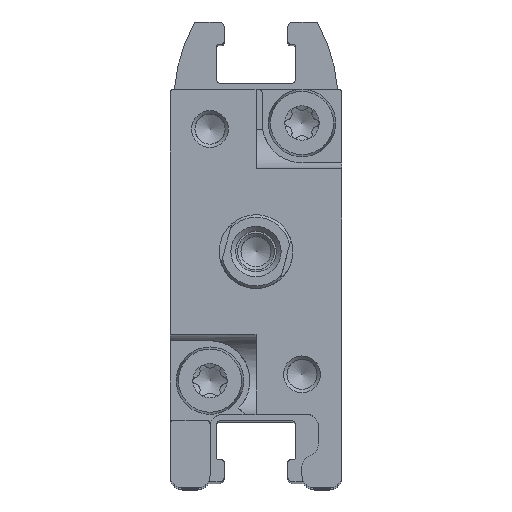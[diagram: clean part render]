
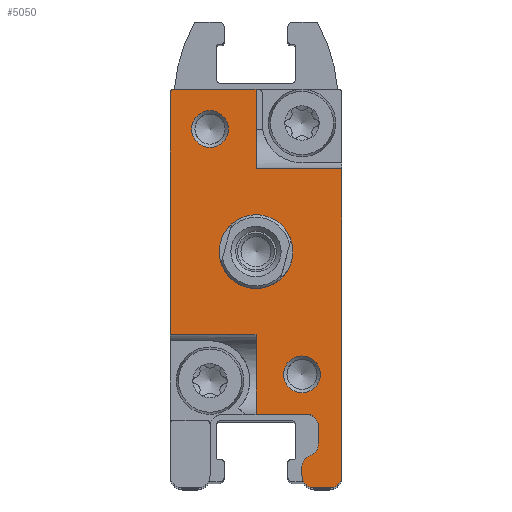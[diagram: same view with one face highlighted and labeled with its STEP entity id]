
A CAD part, top view. The second image highlights one B-rep face of the part: STEP entity #5050.
In plain terms, the highlighted planar face has unit normal (0, 0, 1).
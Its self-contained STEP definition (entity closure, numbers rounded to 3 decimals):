
#65=PLANE('',#5468);
#227=CIRCLE('',#5469,1.);
#228=CIRCLE('',#5470,1.);
#229=CIRCLE('',#5471,1.);
#230=CIRCLE('',#5472,1.);
#231=CIRCLE('',#5473,1.);
#232=CIRCLE('',#5474,0.3);
#233=CIRCLE('',#5475,3.);
#234=CIRCLE('',#5476,1.5);
#235=CIRCLE('',#5477,1.5);
#536=LINE('',#8205,#882);
#543=LINE('',#8242,#889);
#596=LINE('',#8539,#942);
#599=LINE('',#8547,#945);
#600=LINE('',#8550,#946);
#601=LINE('',#8553,#947);
#602=LINE('',#8559,#948);
#603=LINE('',#8563,#949);
#604=LINE('',#8566,#950);
#605=LINE('',#8568,#951);
#606=LINE('',#8571,#952);
#882=VECTOR('',#6145,1000.);
#889=VECTOR('',#6166,1000.);
#942=VECTOR('',#6305,1000.);
#945=VECTOR('',#6312,1000.);
#946=VECTOR('',#6313,1000.);
#947=VECTOR('',#6316,1000.);
#948=VECTOR('',#6321,1000.);
#949=VECTOR('',#6324,1000.);
#950=VECTOR('',#6327,1000.);
#951=VECTOR('',#6328,1000.);
#952=VECTOR('',#6331,1000.);
#1606=ORIENTED_EDGE('',*,*,#2948,.F.);
#1607=ORIENTED_EDGE('',*,*,#2949,.F.);
#1608=ORIENTED_EDGE('',*,*,#2841,.T.);
#1609=ORIENTED_EDGE('',*,*,#2950,.F.);
#1610=ORIENTED_EDGE('',*,*,#2951,.T.);
#1611=ORIENTED_EDGE('',*,*,#2952,.F.);
#1612=ORIENTED_EDGE('',*,*,#2953,.T.);
#1613=ORIENTED_EDGE('',*,*,#2954,.T.);
#1614=ORIENTED_EDGE('',*,*,#2955,.T.);
#1615=ORIENTED_EDGE('',*,*,#2956,.T.);
#1616=ORIENTED_EDGE('',*,*,#2957,.T.);
#1617=ORIENTED_EDGE('',*,*,#2854,.T.);
#1618=ORIENTED_EDGE('',*,*,#2958,.T.);
#1619=ORIENTED_EDGE('',*,*,#2959,.F.);
#1620=ORIENTED_EDGE('',*,*,#2944,.T.);
#1621=ORIENTED_EDGE('',*,*,#2960,.T.);
#1622=ORIENTED_EDGE('',*,*,#2961,.T.);
#1623=ORIENTED_EDGE('',*,*,#2962,.T.);
#1624=ORIENTED_EDGE('',*,*,#2963,.T.);
#1625=ORIENTED_EDGE('',*,*,#2964,.T.);
#2841=EDGE_CURVE('',#3504,#3503,#536,.T.);
#2854=EDGE_CURVE('',#3516,#3515,#543,.T.);
#2944=EDGE_CURVE('',#3596,#3595,#596,.T.);
#2948=EDGE_CURVE('',#3599,#3600,#599,.T.);
#2949=EDGE_CURVE('',#3504,#3599,#600,.T.);
#2950=EDGE_CURVE('',#3601,#3503,#227,.T.);
#2951=EDGE_CURVE('',#3601,#3602,#601,.T.);
#2952=EDGE_CURVE('',#3603,#3602,#228,.T.);
#2953=EDGE_CURVE('',#3603,#3604,#229,.T.);
#2954=EDGE_CURVE('',#3604,#3605,#602,.T.);
#2955=EDGE_CURVE('',#3605,#3606,#230,.T.);
#2956=EDGE_CURVE('',#3606,#3607,#603,.T.);
#2957=EDGE_CURVE('',#3607,#3516,#231,.T.);
#2958=EDGE_CURVE('',#3515,#3608,#604,.T.);
#2959=EDGE_CURVE('',#3596,#3608,#605,.T.);
#2960=EDGE_CURVE('',#3595,#3609,#232,.T.);
#2961=EDGE_CURVE('',#3609,#3600,#606,.T.);
#2962=EDGE_CURVE('',#3610,#3610,#233,.T.);
#2963=EDGE_CURVE('',#3611,#3611,#234,.T.);
#2964=EDGE_CURVE('',#3612,#3612,#235,.T.);
#3503=VERTEX_POINT('',#8204);
#3504=VERTEX_POINT('',#8206);
#3515=VERTEX_POINT('',#8241);
#3516=VERTEX_POINT('',#8243);
#3595=VERTEX_POINT('',#8538);
#3596=VERTEX_POINT('',#8540);
#3599=VERTEX_POINT('',#8548);
#3600=VERTEX_POINT('',#8549);
#3601=VERTEX_POINT('',#8552);
#3602=VERTEX_POINT('',#8554);
#3603=VERTEX_POINT('',#8556);
#3604=VERTEX_POINT('',#8558);
#3605=VERTEX_POINT('',#8560);
#3606=VERTEX_POINT('',#8562);
#3607=VERTEX_POINT('',#8564);
#3608=VERTEX_POINT('',#8567);
#3609=VERTEX_POINT('',#8570);
#3610=VERTEX_POINT('',#8573);
#3611=VERTEX_POINT('',#8575);
#3612=VERTEX_POINT('',#8577);
#4116=EDGE_LOOP('',(#1606,#1607,#1608,#1609,#1610,#1611,#1612,#1613,#1614,
#1615,#1616,#1617,#1618,#1619,#1620,#1621,#1622));
#4117=EDGE_LOOP('',(#1623));
#4118=EDGE_LOOP('',(#1624));
#4119=EDGE_LOOP('',(#1625));
#4518=FACE_BOUND('',#4116,.T.);
#4519=FACE_BOUND('',#4117,.T.);
#4520=FACE_BOUND('',#4118,.T.);
#4521=FACE_BOUND('',#4119,.T.);
#5050=ADVANCED_FACE('',(#4518,#4519,#4520,#4521),#65,.T.);
#5468=AXIS2_PLACEMENT_3D('',#8546,#6310,#6311);
#5469=AXIS2_PLACEMENT_3D('',#8551,#6314,#6315);
#5470=AXIS2_PLACEMENT_3D('',#8555,#6317,#6318);
#5471=AXIS2_PLACEMENT_3D('',#8557,#6319,#6320);
#5472=AXIS2_PLACEMENT_3D('',#8561,#6322,#6323);
#5473=AXIS2_PLACEMENT_3D('',#8565,#6325,#6326);
#5474=AXIS2_PLACEMENT_3D('',#8569,#6329,#6330);
#5475=AXIS2_PLACEMENT_3D('',#8572,#6332,#6333);
#5476=AXIS2_PLACEMENT_3D('',#8574,#6334,#6335);
#5477=AXIS2_PLACEMENT_3D('',#8576,#6336,#6337);
#6145=DIRECTION('',(1.,0.,0.));
#6166=DIRECTION('',(0.,1.,0.));
#6305=DIRECTION('',(-1.,0.,0.));
#6310=DIRECTION('',(0.,0.,1.));
#6311=DIRECTION('',(1.,0.,0.));
#6312=DIRECTION('',(-1.,0.,0.));
#6313=DIRECTION('',(0.,1.,0.));
#6314=DIRECTION('',(0.,0.,1.));
#6315=DIRECTION('',(1.,0.,0.));
#6316=DIRECTION('',(0.,-1.,0.));
#6317=DIRECTION('',(0.,0.,1.));
#6318=DIRECTION('',(1.,0.,0.));
#6319=DIRECTION('',(0.,0.,1.));
#6320=DIRECTION('',(1.,0.,0.));
#6321=DIRECTION('',(0.,-1.,0.));
#6322=DIRECTION('',(0.,0.,1.));
#6323=DIRECTION('',(1.,0.,0.));
#6324=DIRECTION('',(1.,0.,0.));
#6325=DIRECTION('',(0.,0.,1.));
#6326=DIRECTION('',(1.,0.,0.));
#6327=DIRECTION('',(-1.,0.,0.));
#6328=DIRECTION('',(0.,-1.,0.));
#6329=DIRECTION('',(0.,0.,1.));
#6330=DIRECTION('',(1.,0.,0.));
#6331=DIRECTION('',(0.,-1.,0.));
#6332=DIRECTION('',(0.,0.,-1.));
#6333=DIRECTION('',(-1.,0.,0.));
#6334=DIRECTION('',(0.,0.,-1.));
#6335=DIRECTION('',(-1.,0.,0.));
#6336=DIRECTION('',(0.,0.,-1.));
#6337=DIRECTION('',(-1.,0.,0.));
#8204=CARTESIAN_POINT('',(4.1,-13.25,0.));
#8205=CARTESIAN_POINT('',(-2.75,-13.25,0.));
#8206=CARTESIAN_POINT('',(0.,-13.25,0.));
#8241=CARTESIAN_POINT('',(7.,6.75,0.));
#8242=CARTESIAN_POINT('',(7.,-18.25,0.));
#8243=CARTESIAN_POINT('',(7.,-18.25,0.));
#8538=CARTESIAN_POINT('',(-6.7,13.25,0.));
#8539=CARTESIAN_POINT('',(6.7,13.25,0.));
#8540=CARTESIAN_POINT('',(0.,13.25,0.));
#8546=CARTESIAN_POINT('',(-6.,-18.25,0.));
#8547=CARTESIAN_POINT('',(-6.,-6.75,0.));
#8548=CARTESIAN_POINT('',(0.,-6.75,0.));
#8549=CARTESIAN_POINT('',(-7.,-6.75,0.));
#8550=CARTESIAN_POINT('',(0.,-18.25,0.));
#8551=CARTESIAN_POINT('',(4.1,-14.25,0.));
#8552=CARTESIAN_POINT('',(5.1,-14.25,0.));
#8553=CARTESIAN_POINT('',(5.1,-14.25,0.));
#8554=CARTESIAN_POINT('',(5.1,-15.65,0.));
#8555=CARTESIAN_POINT('',(4.1,-15.65,0.));
#8556=CARTESIAN_POINT('',(4.425,-16.596,0.));
#8557=CARTESIAN_POINT('',(4.75,-17.541,0.));
#8558=CARTESIAN_POINT('',(3.75,-17.541,0.));
#8559=CARTESIAN_POINT('',(3.75,-17.541,0.));
#8560=CARTESIAN_POINT('',(3.75,-18.25,0.));
#8561=CARTESIAN_POINT('',(4.75,-18.25,0.));
#8562=CARTESIAN_POINT('',(4.75,-19.25,0.));
#8563=CARTESIAN_POINT('',(4.75,-19.25,0.));
#8564=CARTESIAN_POINT('',(6.,-19.25,0.));
#8565=CARTESIAN_POINT('',(6.,-18.25,0.));
#8566=CARTESIAN_POINT('',(14.,6.75,0.));
#8567=CARTESIAN_POINT('',(0.,6.75,0.));
#8568=CARTESIAN_POINT('',(0.,13.25,0.));
#8569=CARTESIAN_POINT('',(-6.7,12.95,0.));
#8570=CARTESIAN_POINT('',(-7.,12.95,0.));
#8571=CARTESIAN_POINT('',(-7.,12.95,0.));
#8572=CARTESIAN_POINT('',(0.,0.,0.));
#8573=CARTESIAN_POINT('',(-3.,0.,0.));
#8574=CARTESIAN_POINT('',(3.75,-10.,0.));
#8575=CARTESIAN_POINT('',(2.25,-10.,0.));
#8576=CARTESIAN_POINT('',(-3.75,10.,0.));
#8577=CARTESIAN_POINT('',(-5.25,10.,0.));
